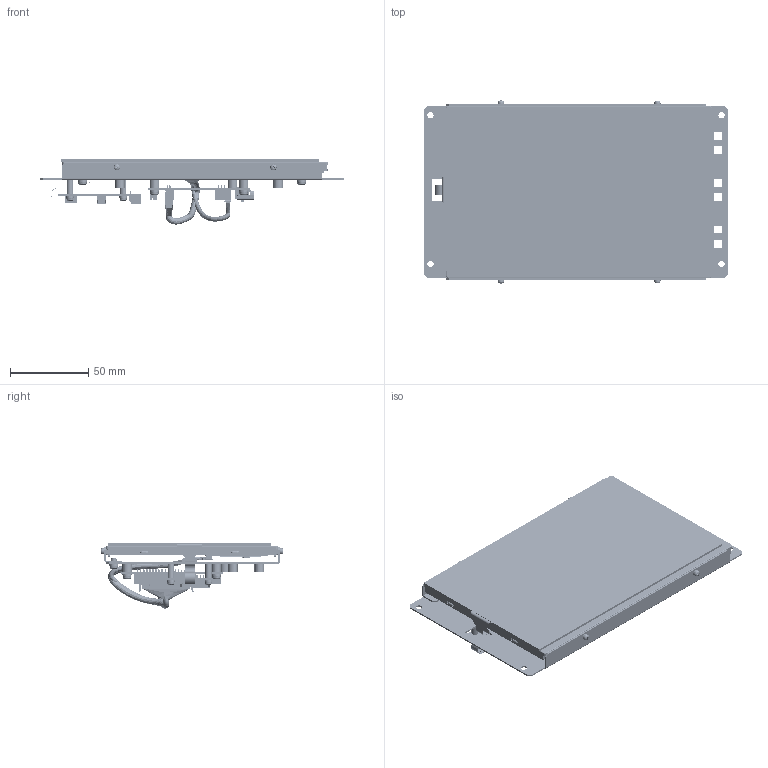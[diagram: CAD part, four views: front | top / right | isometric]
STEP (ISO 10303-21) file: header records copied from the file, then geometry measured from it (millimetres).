
FILE_DESCRIPTION(/* description */ (''),/* implementation_level */ '2;1');
FILE_NAME(/* name */ '',/* time_stamp */ '2024-02-07T17:37:39+09:00',/* author */ (''),/* organization */ (''),/* preprocessor_version */ 'ST-DEVELOPER v18.1',/* originating_system */ 'Autodesk Inventor 2020',/* authorisation */ '');
FILE_SCHEMA (('AUTOMOTIVE_DESIGN { 1 0 10303 214 3 1 1 }'));
Products named in the file (1): HP_TK-BRA07BWV-01A4
Bounding box: 194 x 116.97 x 41.61 mm (x, y, z)
Volume: 99995 mm3; surface area: 227631.7 mm2
Topology: 1 solids, 113 shells, 10997 faces, 29922 edges, 19000 vertices
Faces by surface type: plane 8497, cylinder 1919, bspline 262, cone 155, torus 110, sphere 54
Full cylindrical faces by diameter (mm): 0.4 x4, 2 x12, 2.1 x2, 2.113 x4, 2.4 x4, 2.459 x10, 3 x8, 3.4 x4, 3.5 x4, 3.6 x8, 4 x10, 4.2 x4, 4.3 x4, 5 x2, 6.2 x10, 8.4 x1, 9 x1, 10 x1, 10.6 x1
Entity records: 369242 total; most frequent: CARTESIAN_POINT 89772, ORIENTED_EDGE 59784, DIRECTION 55313, EDGE_CURVE 29894, LINE 24537, VECTOR 24537, VERTEX_POINT 19000, AXIS2_PLACEMENT_3D 15388
